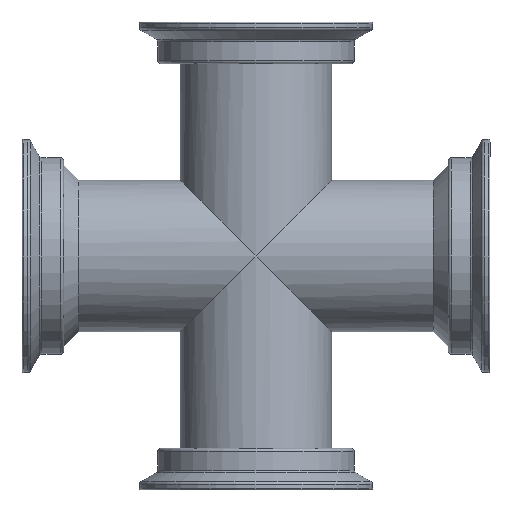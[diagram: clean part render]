
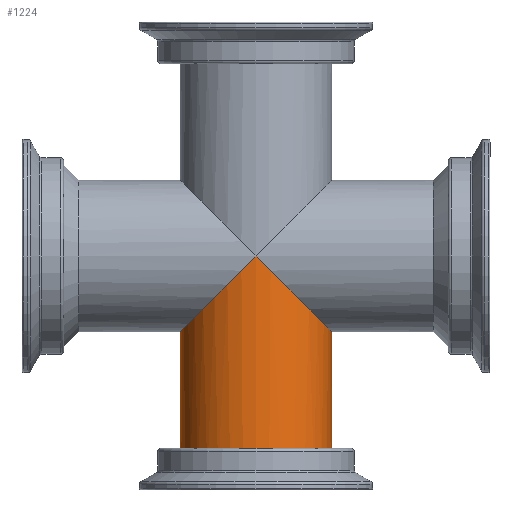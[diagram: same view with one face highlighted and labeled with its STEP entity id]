
A CAD part, front view. The second image highlights one B-rep face of the part: STEP entity #1224.
In plain terms, the highlighted cylindrical face has radius 50 mm (diameter 100 mm), a full revolution.
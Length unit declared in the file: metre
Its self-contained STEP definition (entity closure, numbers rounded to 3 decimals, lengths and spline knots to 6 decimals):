
#91=FACE_OUTER_BOUND('',#160,.T.);
#160=EDGE_LOOP('',(#832,#833,#834,#835,#836,#837,#838));
#245=CIRCLE('',#1331,0.05);
#400=LINE('',#2108,#428);
#428=VECTOR('',#1599,0.05);
#462=ELLIPSE('',#1329,0.070711,0.05);
#463=ELLIPSE('',#1330,0.070711,0.05);
#464=ELLIPSE('',#1332,0.070711,0.05);
#465=ELLIPSE('',#1333,0.070711,0.05);
#468=VERTEX_POINT('',#2068);
#471=VERTEX_POINT('',#2073);
#482=VERTEX_POINT('',#2103);
#483=VERTEX_POINT('',#2105);
#484=VERTEX_POINT('',#2107);
#627=EDGE_CURVE('',#471,#482,#462,.T.);
#628=EDGE_CURVE('',#471,#483,#463,.T.);
#629=EDGE_CURVE('',#483,#484,#400,.T.);
#630=EDGE_CURVE('',#484,#484,#245,.F.);
#631=EDGE_CURVE('',#483,#468,#464,.T.);
#632=EDGE_CURVE('',#482,#468,#465,.T.);
#832=ORIENTED_EDGE('',*,*,#627,.F.);
#833=ORIENTED_EDGE('',*,*,#628,.T.);
#834=ORIENTED_EDGE('',*,*,#629,.T.);
#835=ORIENTED_EDGE('',*,*,#630,.T.);
#836=ORIENTED_EDGE('',*,*,#629,.F.);
#837=ORIENTED_EDGE('',*,*,#631,.T.);
#838=ORIENTED_EDGE('',*,*,#632,.F.);
#1215=CYLINDRICAL_SURFACE('',#1328,0.05);
#1224=ADVANCED_FACE('',(#91),#1215,.T.);
#1328=AXIS2_PLACEMENT_3D('',#2102,#1593,#1594);
#1329=AXIS2_PLACEMENT_3D('',#2104,#1595,#1596);
#1330=AXIS2_PLACEMENT_3D('',#2106,#1597,#1598);
#1331=AXIS2_PLACEMENT_3D('',#2109,#1600,#1601);
#1332=AXIS2_PLACEMENT_3D('',#2110,#1602,#1603);
#1333=AXIS2_PLACEMENT_3D('',#2111,#1604,#1605);
#1593=DIRECTION('center_axis',(0.,0.,1.));
#1594=DIRECTION('ref_axis',(1.,0.,0.));
#1595=DIRECTION('center_axis',(0.707,0.,0.707));
#1596=DIRECTION('ref_axis',(-0.707,0.,0.707));
#1597=DIRECTION('center_axis',(0.707,0.,-0.707));
#1598=DIRECTION('ref_axis',(0.707,0.,0.707));
#1599=DIRECTION('',(0.,0.,-1.));
#1600=DIRECTION('center_axis',(0.,0.,-1.));
#1601=DIRECTION('ref_axis',(-1.,0.,0.));
#1602=DIRECTION('center_axis',(0.707,0.,-0.707));
#1603=DIRECTION('ref_axis',(0.707,0.,0.707));
#1604=DIRECTION('center_axis',(0.707,0.,0.707));
#1605=DIRECTION('ref_axis',(-0.707,0.,0.707));
#2068=CARTESIAN_POINT('',(0.,0.05,0.148));
#2073=CARTESIAN_POINT('',(0.,-0.05,0.148));
#2102=CARTESIAN_POINT('Origin',(0.,0.,0.));
#2103=CARTESIAN_POINT('',(0.05,0.,0.098));
#2104=CARTESIAN_POINT('Origin',(0.,0.,0.148));
#2105=CARTESIAN_POINT('',(-0.05,0.,0.098));
#2106=CARTESIAN_POINT('Origin',(0.,0.,0.148));
#2107=CARTESIAN_POINT('',(-0.05,0.,0.003));
#2108=CARTESIAN_POINT('',(-0.05,0.,0.));
#2109=CARTESIAN_POINT('Origin',(0.,0.,0.003));
#2110=CARTESIAN_POINT('Origin',(0.,0.,0.148));
#2111=CARTESIAN_POINT('Origin',(0.,0.,0.148));
